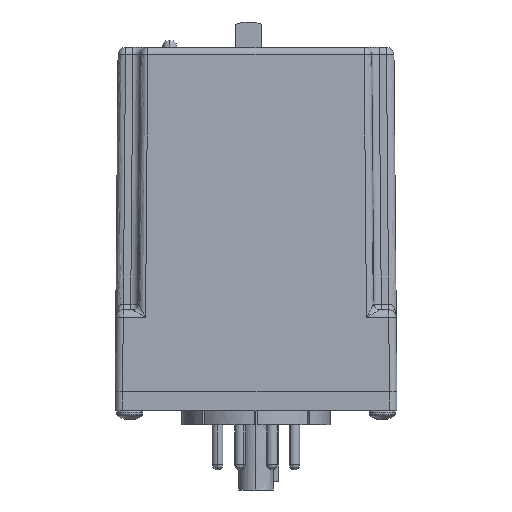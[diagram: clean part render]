
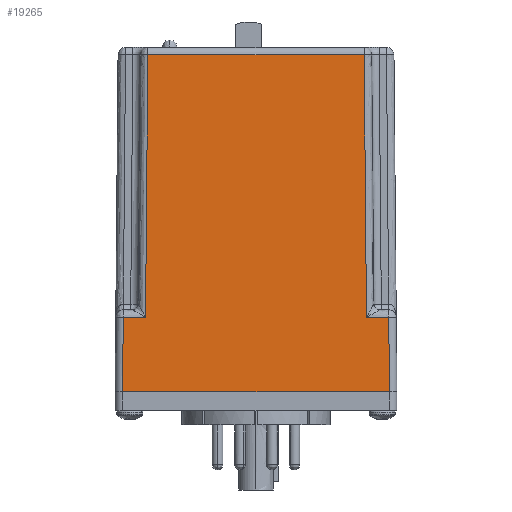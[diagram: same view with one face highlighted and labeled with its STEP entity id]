
A CAD part, left-side view. The second image highlights one B-rep face of the part: STEP entity #19265.
In plain terms, the highlighted planar face has unit normal (-1, 0, 0.009).
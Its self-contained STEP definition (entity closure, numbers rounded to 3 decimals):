
#28 = CARTESIAN_POINT ( 'NONE',  ( -22.225, -28.562, 0. ) ) ;
#76 = VERTEX_POINT ( 'NONE', #6045 ) ;
#129 = ORIENTED_EDGE ( 'NONE', *, *, #6062, .T. ) ;
#788 = ORIENTED_EDGE ( 'NONE', *, *, #9754, .T. ) ;
#2024 = VERTEX_POINT ( 'NONE', #9592 ) ;
#2396 = CARTESIAN_POINT ( 'NONE',  ( -21.596, 23.158, 72.074 ) ) ;
#2884 = DIRECTION ( 'NONE',  ( -1., 0., 0.009 ) ) ;
#3405 = ORIENTED_EDGE ( 'NONE', *, *, #17810, .T. ) ;
#4216 = CARTESIAN_POINT ( 'NONE',  ( -22.225, -28.562, 0. ) ) ;
#4416 = DIRECTION ( 'NONE',  ( -0.009, 0.009, -1. ) ) ;
#5256 = ORIENTED_EDGE ( 'NONE', *, *, #9128, .T. ) ;
#5990 = DIRECTION ( 'NONE',  ( -0.009, 0.009, -1. ) ) ;
#6045 = CARTESIAN_POINT ( 'NONE',  ( -22.086, 23.649, 15.889 ) ) ;
#6062 = EDGE_CURVE ( 'NONE', #19725, #2024, #17860, .T. ) ;
#6581 = VERTEX_POINT ( 'NONE', #18297 ) ;
#6817 = VECTOR ( 'NONE', #8957, 1000. ) ;
#6875 = VECTOR ( 'NONE', #7308, 1000. ) ;
#7308 = DIRECTION ( 'NONE',  ( 0.009, 0.009, 1. ) ) ;
#7353 = LINE ( 'NONE', #14629, #8999 ) ;
#7370 = ORIENTED_EDGE ( 'NONE', *, *, #10520, .T. ) ;
#7557 = VECTOR ( 'NONE', #5990, 1000. ) ;
#7882 = LINE ( 'NONE', #2396, #14792 ) ;
#8039 = FACE_OUTER_BOUND ( 'NONE', #18688, .T. ) ;
#8189 = LINE ( 'NONE', #15710, #13565 ) ;
#8267 = DIRECTION ( 'NONE',  ( 0.009, 0., 1. ) ) ;
#8329 = CARTESIAN_POINT ( 'NONE',  ( -22.086, -28.424, 15.889 ) ) ;
#8495 = VERTEX_POINT ( 'NONE', #8329 ) ;
#8957 = DIRECTION ( 'NONE',  ( 0., 1., 0. ) ) ;
#8999 = VECTOR ( 'NONE', #21936, 1000. ) ;
#9080 = CARTESIAN_POINT ( 'NONE',  ( -21.596, -23.158, 72.074 ) ) ;
#9128 = EDGE_CURVE ( 'NONE', #76, #6581, #21760, .T. ) ;
#9155 = VECTOR ( 'NONE', #21776, 1000. ) ;
#9592 = CARTESIAN_POINT ( 'NONE',  ( -22.225, -28.562, 0. ) ) ;
#9754 = EDGE_CURVE ( 'NONE', #10716, #18890, #7353, .T. ) ;
#9905 = CARTESIAN_POINT ( 'NONE',  ( -22.086, 28.424, 15.889 ) ) ;
#10507 = CARTESIAN_POINT ( 'NONE',  ( -22.086, -28.562, 15.889 ) ) ;
#10520 = EDGE_CURVE ( 'NONE', #8495, #22227, #8189, .T. ) ;
#10716 = VERTEX_POINT ( 'NONE', #9080 ) ;
#13565 = VECTOR ( 'NONE', #17378, 1000. ) ;
#13727 = LINE ( 'NONE', #9905, #7557 ) ;
#14466 = LINE ( 'NONE', #18169, #9155 ) ;
#14523 = ORIENTED_EDGE ( 'NONE', *, *, #21797, .T. ) ;
#14629 = CARTESIAN_POINT ( 'NONE',  ( -21.596, -28.562, 72.074 ) ) ;
#14792 = VECTOR ( 'NONE', #4416, 1000. ) ;
#15536 = AXIS2_PLACEMENT_3D ( 'NONE', #4216, #2884, #8267 ) ;
#15710 = CARTESIAN_POINT ( 'NONE',  ( -22.086, -28.562, 15.889 ) ) ;
#15729 = CARTESIAN_POINT ( 'NONE',  ( -22.086, -23.649, 15.889 ) ) ;
#16372 = LINE ( 'NONE', #28, #6875 ) ;
#16590 = CARTESIAN_POINT ( 'NONE',  ( -22.225, 28.562, 0. ) ) ;
#16665 = CARTESIAN_POINT ( 'NONE',  ( -22.225, -28.562, 0. ) ) ;
#16884 = ORIENTED_EDGE ( 'NONE', *, *, #17792, .T. ) ;
#17178 = ORIENTED_EDGE ( 'NONE', *, *, #21737, .T. ) ;
#17378 = DIRECTION ( 'NONE',  ( 0., 1., 0. ) ) ;
#17792 = EDGE_CURVE ( 'NONE', #22227, #10716, #14466, .T. ) ;
#17810 = EDGE_CURVE ( 'NONE', #2024, #8495, #16372, .T. ) ;
#17860 = B_SPLINE_CURVE_WITH_KNOTS ( 'NONE', 1,
 ( #18699, #16665 ),
 .UNSPECIFIED., .F., .F.,
 ( 2, 2 ),
 ( 0., 0.057 ),
 .UNSPECIFIED. ) ;
#18169 = CARTESIAN_POINT ( 'NONE',  ( -22.086, -23.649, 15.889 ) ) ;
#18297 = CARTESIAN_POINT ( 'NONE',  ( -22.086, 28.424, 15.889 ) ) ;
#18688 = EDGE_LOOP ( 'NONE', ( #16884, #788, #17178, #5256, #14523, #129, #3405, #7370 ) ) ;
#18699 = CARTESIAN_POINT ( 'NONE',  ( -22.225, 28.562, 0. ) ) ;
#18890 = VERTEX_POINT ( 'NONE', #19726 ) ;
#19144 = PLANE ( 'NONE',  #15536 ) ;
#19265 = ADVANCED_FACE ( 'NONE', ( #8039 ), #19144, .T. ) ;
#19725 = VERTEX_POINT ( 'NONE', #16590 ) ;
#19726 = CARTESIAN_POINT ( 'NONE',  ( -21.596, 23.158, 72.074 ) ) ;
#21737 = EDGE_CURVE ( 'NONE', #18890, #76, #7882, .T. ) ;
#21760 = LINE ( 'NONE', #10507, #6817 ) ;
#21776 = DIRECTION ( 'NONE',  ( 0.009, 0.009, 1. ) ) ;
#21797 = EDGE_CURVE ( 'NONE', #6581, #19725, #13727, .T. ) ;
#21936 = DIRECTION ( 'NONE',  ( 0., 1., 0. ) ) ;
#22227 = VERTEX_POINT ( 'NONE', #15729 ) ;
